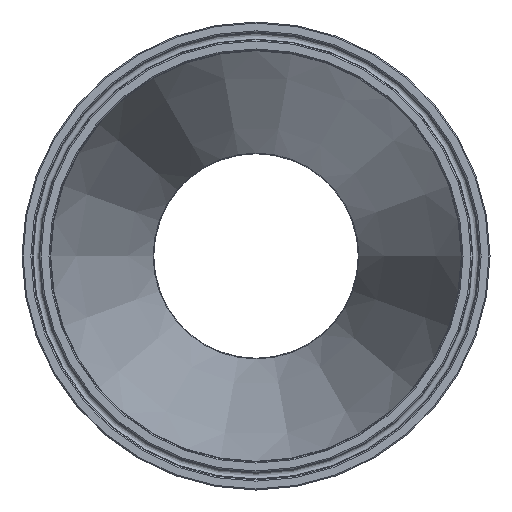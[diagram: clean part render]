
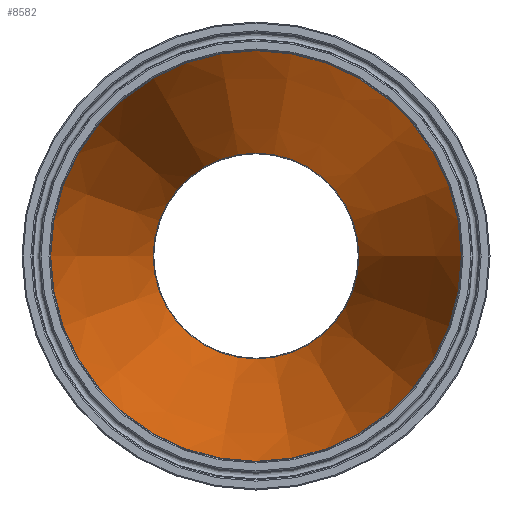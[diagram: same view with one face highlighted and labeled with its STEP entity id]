
A CAD part, left-side view. The second image highlights one B-rep face of the part: STEP entity #8582.
In plain terms, the highlighted conical face has half-angle 15.5 degrees and reference radius 54.94 mm.
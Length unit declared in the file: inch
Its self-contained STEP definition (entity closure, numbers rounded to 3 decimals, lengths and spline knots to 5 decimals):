
#19=CONICAL_SURFACE('',#9109,2.163,15.5);
#172=FACE_BOUND('',#1623,.T.);
#1056=FACE_OUTER_BOUND('',#1622,.T.);
#1622=EDGE_LOOP('',(#7957));
#1623=EDGE_LOOP('',(#7958));
#2946=CIRCLE('',#9108,2.88191);
#2947=CIRCLE('',#9110,1.44409);
#4228=VERTEX_POINT('',#18678);
#4229=VERTEX_POINT('',#18681);
#5473=EDGE_CURVE('',#4228,#4228,#2946,.T.);
#5474=EDGE_CURVE('',#4229,#4229,#2947,.T.);
#7957=ORIENTED_EDGE('',*,*,#5474,.F.);
#7958=ORIENTED_EDGE('',*,*,#5473,.F.);
#8582=ADVANCED_FACE('',(#1056,#172),#19,.F.);
#9108=AXIS2_PLACEMENT_3D('',#18679,#10704,#10705);
#9109=AXIS2_PLACEMENT_3D('',#18680,#10706,#10707);
#9110=AXIS2_PLACEMENT_3D('',#18682,#10708,#10709);
#10704=DIRECTION('center_axis',(1.,0.,0.));
#10705=DIRECTION('ref_axis',(0.,-1.,0.));
#10706=DIRECTION('center_axis',(-1.,0.,0.));
#10707=DIRECTION('ref_axis',(0.,1.,0.));
#10708=DIRECTION('center_axis',(-1.,0.,0.));
#10709=DIRECTION('ref_axis',(0.,-1.,0.));
#18678=CARTESIAN_POINT('',(0.40779,2.88191,0.));
#18679=CARTESIAN_POINT('Origin',(0.40779,0.,0.));
#18680=CARTESIAN_POINT('Origin',(3.,0.,0.));
#18681=CARTESIAN_POINT('',(5.59221,1.44409,0.));
#18682=CARTESIAN_POINT('Origin',(5.59221,0.,0.));
